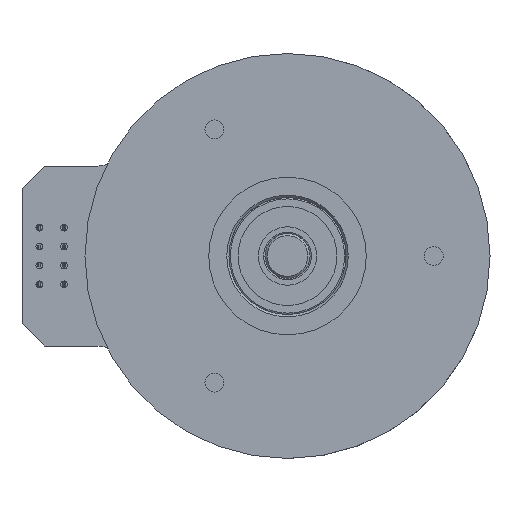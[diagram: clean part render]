
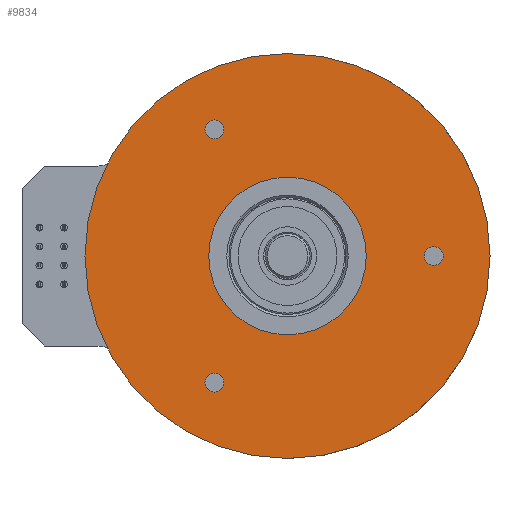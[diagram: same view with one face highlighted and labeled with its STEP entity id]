
A CAD part, front view. The second image highlights one B-rep face of the part: STEP entity #9834.
In plain terms, the highlighted planar face has unit normal (0, -1, 0).
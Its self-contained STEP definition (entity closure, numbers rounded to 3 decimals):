
#171=FACE_BOUND('',#1235,.T.);
#172=FACE_BOUND('',#1236,.T.);
#173=FACE_BOUND('',#1237,.T.);
#174=FACE_BOUND('',#1238,.T.);
#648=FACE_OUTER_BOUND('',#1234,.T.);
#1234=EDGE_LOOP('',(#8237));
#1235=EDGE_LOOP('',(#8238));
#1236=EDGE_LOOP('',(#8239));
#1237=EDGE_LOOP('',(#8240));
#1238=EDGE_LOOP('',(#8241,#8242));
#1415=CIRCLE('',#10486,45.);
#1416=CIRCLE('',#10488,2.1);
#1417=CIRCLE('',#10489,2.1);
#1418=CIRCLE('',#10490,2.1);
#1419=CIRCLE('',#10491,17.5);
#1420=CIRCLE('',#10492,17.5);
#4481=VERTEX_POINT('',#15551);
#4482=VERTEX_POINT('',#15555);
#4483=VERTEX_POINT('',#15557);
#4484=VERTEX_POINT('',#15559);
#4485=VERTEX_POINT('',#15561);
#4486=VERTEX_POINT('',#15562);
#5749=EDGE_CURVE('',#4481,#4481,#1415,.T.);
#5751=EDGE_CURVE('',#4482,#4482,#1416,.T.);
#5752=EDGE_CURVE('',#4483,#4483,#1417,.T.);
#5753=EDGE_CURVE('',#4484,#4484,#1418,.T.);
#5754=EDGE_CURVE('',#4485,#4486,#1419,.T.);
#5755=EDGE_CURVE('',#4486,#4485,#1420,.T.);
#8237=ORIENTED_EDGE('',*,*,#5749,.T.);
#8238=ORIENTED_EDGE('',*,*,#5751,.F.);
#8239=ORIENTED_EDGE('',*,*,#5752,.F.);
#8240=ORIENTED_EDGE('',*,*,#5753,.F.);
#8241=ORIENTED_EDGE('',*,*,#5754,.T.);
#8242=ORIENTED_EDGE('',*,*,#5755,.T.);
#8852=PLANE('',#10487);
#9834=ADVANCED_FACE('',(#648,#171,#172,#173,#174),#8852,.T.);
#10486=AXIS2_PLACEMENT_3D('',#15552,#12841,#12842);
#10487=AXIS2_PLACEMENT_3D('',#15554,#12844,#12845);
#10488=AXIS2_PLACEMENT_3D('',#15556,#12846,#12847);
#10489=AXIS2_PLACEMENT_3D('',#15558,#12848,#12849);
#10490=AXIS2_PLACEMENT_3D('',#15560,#12850,#12851);
#10491=AXIS2_PLACEMENT_3D('',#15563,#12852,#12853);
#10492=AXIS2_PLACEMENT_3D('',#15564,#12854,#12855);
#12841=DIRECTION('center_axis',(0.,-1.,0.));
#12842=DIRECTION('ref_axis',(0.,0.,1.));
#12844=DIRECTION('center_axis',(0.,-1.,0.));
#12845=DIRECTION('ref_axis',(-1.,0.,0.));
#12846=DIRECTION('center_axis',(0.,-1.,0.));
#12847=DIRECTION('ref_axis',(0.,0.,1.));
#12848=DIRECTION('center_axis',(0.,-1.,0.));
#12849=DIRECTION('ref_axis',(-0.866,0.,-0.5));
#12850=DIRECTION('center_axis',(0.,-1.,0.));
#12851=DIRECTION('ref_axis',(0.866,0.,-0.5));
#12852=DIRECTION('center_axis',(0.,1.,0.));
#12853=DIRECTION('ref_axis',(0.,0.,-1.));
#12854=DIRECTION('center_axis',(0.,1.,0.));
#12855=DIRECTION('ref_axis',(0.,0.,-1.));
#15551=CARTESIAN_POINT('',(0.,-13.7,45.));
#15552=CARTESIAN_POINT('Origin',(0.,-13.7,0.));
#15554=CARTESIAN_POINT('Origin',(0.,-13.7,0.));
#15555=CARTESIAN_POINT('',(32.5,-13.7,-2.1));
#15556=CARTESIAN_POINT('Origin',(32.5,-13.7,0.));
#15557=CARTESIAN_POINT('',(-14.431,-13.7,29.196));
#15558=CARTESIAN_POINT('Origin',(-16.25,-13.7,28.146));
#15559=CARTESIAN_POINT('',(-18.069,-13.7,-27.096));
#15560=CARTESIAN_POINT('Origin',(-16.25,-13.7,-28.146));
#15561=CARTESIAN_POINT('',(0.,-13.7,-17.5));
#15562=CARTESIAN_POINT('',(0.,-13.7,17.5));
#15563=CARTESIAN_POINT('Origin',(0.,-13.7,0.));
#15564=CARTESIAN_POINT('Origin',(0.,-13.7,0.));
